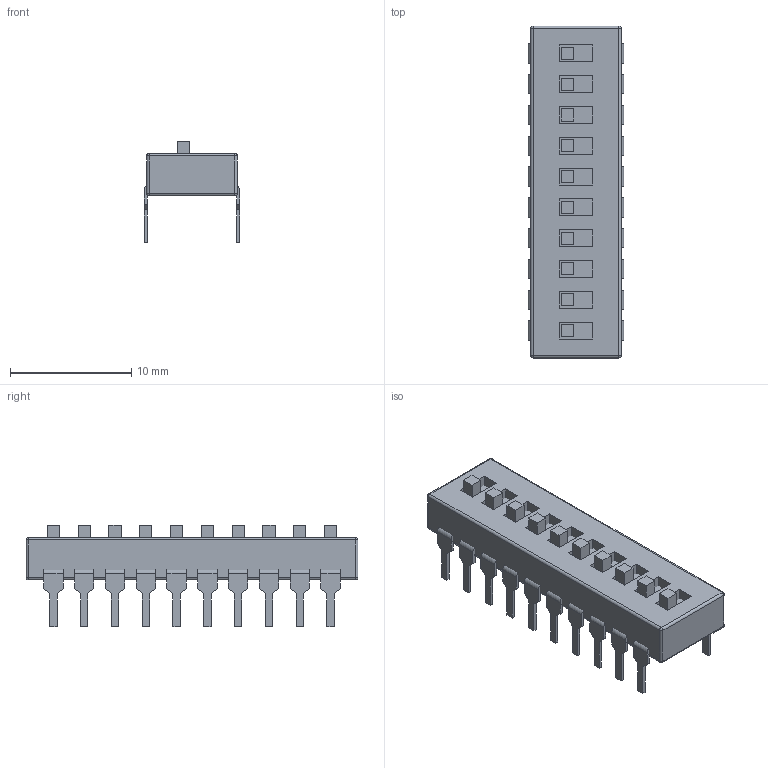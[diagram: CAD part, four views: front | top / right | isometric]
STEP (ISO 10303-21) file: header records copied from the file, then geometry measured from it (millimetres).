
FILE_DESCRIPTION(('Open CASCADE Model'),'2;1');
FILE_NAME('Open CASCADE Shape Model','2025-11-11T16:25:50',('Author'),('Open CASCADE'),'Open CASCADE STEP processor 7.7','Open CASCADE 7.7','Unknown');
FILE_SCHEMA(('AUTOMOTIVE_DESIGN { 1 0 10303 214 1 1 1 1 }'));
Length unit declared in the file: millimetre
Products named in the file (36): CK_SDA10H1B; body; body_part; inner; inner_part; lead-1; lead-1_part; actuator-1; actuator-1_part; lead-2; actuator-2; actuator-2_part; lead-3; actuator-3; actuator-3_part; lead-4; actuator-4; actuator-4_part; lead-5; actuator-5; actuator-5_part; lead-6; actuator-6; actuator-6_part; lead-7; actuator-7; actuator-7_part; lead-8; actuator-8; actuator-8_part; lead-9; actuator-9; actuator-9_part; lead-10; actuator-10; actuator-10_part
Assembly tree (44 placements, depth 3):
  CK_SDA10H1B
    body
      body_part
    inner
      inner_part
    lead-1
      lead-1_part
    actuator-1
      actuator-1_part
    lead-2
      lead-1_part
    actuator-2
      actuator-2_part
    lead-3
      lead-1_part
    actuator-3
      actuator-3_part
    lead-4
      lead-1_part
    actuator-4
      actuator-4_part
    lead-5
      lead-1_part
    actuator-5
      actuator-5_part
    lead-6
      lead-1_part
    actuator-6
      actuator-6_part
    lead-7
      lead-1_part
    actuator-7
      actuator-7_part
    lead-8
      lead-1_part
    actuator-8
      actuator-8_part
    lead-9
      lead-1_part
    actuator-9
      actuator-9_part
    lead-10
      lead-1_part
    actuator-10
      actuator-10_part
Bounding box: 7.87 x 27.38 x 8.35 mm (x, y, z)
Volume: 765.8 mm3; surface area: 1522.5 mm2
Topology: 22 solids, 22 shells, 362 faces, 908 edges, 592 vertices
Faces by surface type: plane 302, bspline 40, cylinder 12, sphere 8
Entity records: 2524 total; most frequent: ORIENTED_EDGE 404, CARTESIAN_POINT 323, EDGE_CURVE 252, LINE 210, VERTEX_POINT 160, AXIS2_PLACEMENT_3D 142, FACE_BOUND 120, EDGE_LOOP 120
